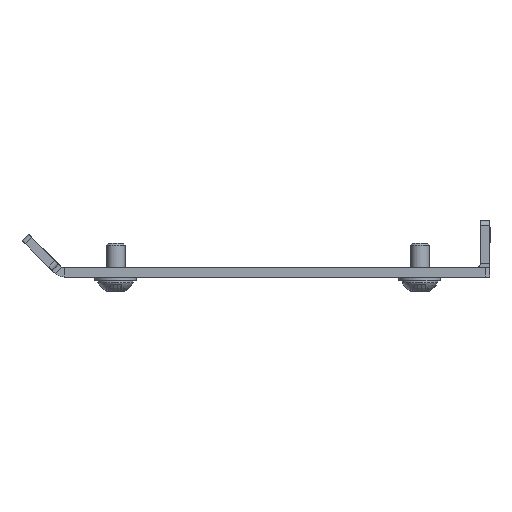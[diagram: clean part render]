
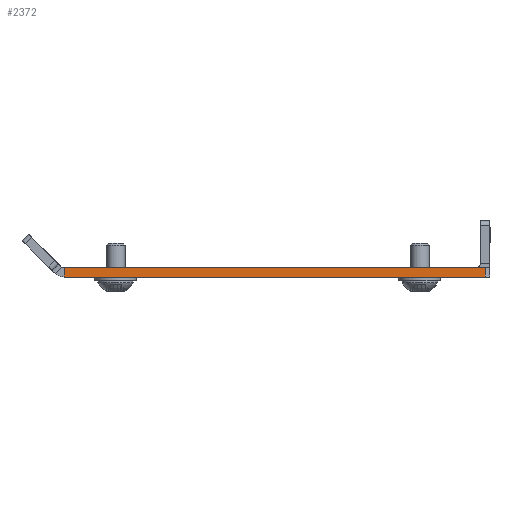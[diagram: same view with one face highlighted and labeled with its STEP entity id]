
A CAD part, left-side view. The second image highlights one B-rep face of the part: STEP entity #2372.
In plain terms, the highlighted planar face has unit normal (-1, 0, 0).
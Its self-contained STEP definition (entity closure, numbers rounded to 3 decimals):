
#131 = LINE ( 'NONE', #1734, #3036 ) ;
#153 = VECTOR ( 'NONE', #3180, 1000. ) ;
#224 = DIRECTION ( 'NONE',  ( 0., -1., 0. ) ) ;
#340 = VERTEX_POINT ( 'NONE', #631 ) ;
#419 = DIRECTION ( 'NONE',  ( 0., -1., 0. ) ) ;
#496 = DIRECTION ( 'NONE',  ( 1., 0., 0. ) ) ;
#511 = CARTESIAN_POINT ( 'NONE',  ( -272.5, -44.5, 2. ) ) ;
#515 = CARTESIAN_POINT ( 'NONE',  ( -272.5, -45.5, 2. ) ) ;
#524 = LINE ( 'NONE', #511, #2769 ) ;
#613 = VERTEX_POINT ( 'NONE', #2599 ) ;
#631 = CARTESIAN_POINT ( 'NONE',  ( -272.5, 45.5, 2. ) ) ;
#670 = ORIENTED_EDGE ( 'NONE', *, *, #2729, .T. ) ;
#746 = DIRECTION ( 'NONE',  ( 0., 0., -1. ) ) ;
#820 = EDGE_CURVE ( 'NONE', #836, #3486, #131, .T. ) ;
#836 = VERTEX_POINT ( 'NONE', #3396 ) ;
#1326 = LINE ( 'NONE', #2411, #153 ) ;
#1486 = EDGE_LOOP ( 'NONE', ( #2125, #670, #2319, #2404 ) ) ;
#1602 = DIRECTION ( 'NONE',  ( 0., 0., 1. ) ) ;
#1608 = LINE ( 'NONE', #1624, #3505 ) ;
#1624 = CARTESIAN_POINT ( 'NONE',  ( -272.5, -45.5, 2. ) ) ;
#1734 = CARTESIAN_POINT ( 'NONE',  ( -272.5, -45.5, 0. ) ) ;
#1836 = FACE_OUTER_BOUND ( 'NONE', #1486, .T. ) ;
#2103 = PLANE ( 'NONE',  #2704 ) ;
#2125 = ORIENTED_EDGE ( 'NONE', *, *, #820, .T. ) ;
#2319 = ORIENTED_EDGE ( 'NONE', *, *, #2353, .F. ) ;
#2353 = EDGE_CURVE ( 'NONE', #340, #613, #1608, .T. ) ;
#2372 = ADVANCED_FACE ( 'NONE', ( #1836 ), #2103, .F. ) ;
#2390 = EDGE_CURVE ( 'NONE', #340, #836, #1326, .T. ) ;
#2404 = ORIENTED_EDGE ( 'NONE', *, *, #2390, .T. ) ;
#2411 = CARTESIAN_POINT ( 'NONE',  ( -272.5, 45.5, 2. ) ) ;
#2599 = CARTESIAN_POINT ( 'NONE',  ( -272.5, -44.5, 2. ) ) ;
#2623 = CARTESIAN_POINT ( 'NONE',  ( -272.5, -44.5, 0. ) ) ;
#2704 = AXIS2_PLACEMENT_3D ( 'NONE', #515, #496, #746 ) ;
#2729 = EDGE_CURVE ( 'NONE', #3486, #613, #524, .T. ) ;
#2769 = VECTOR ( 'NONE', #1602, 1000. ) ;
#3036 = VECTOR ( 'NONE', #419, 1000. ) ;
#3180 = DIRECTION ( 'NONE',  ( 0., 0., -1. ) ) ;
#3396 = CARTESIAN_POINT ( 'NONE',  ( -272.5, 45.5, 0. ) ) ;
#3486 = VERTEX_POINT ( 'NONE', #2623 ) ;
#3505 = VECTOR ( 'NONE', #224, 1000. ) ;
